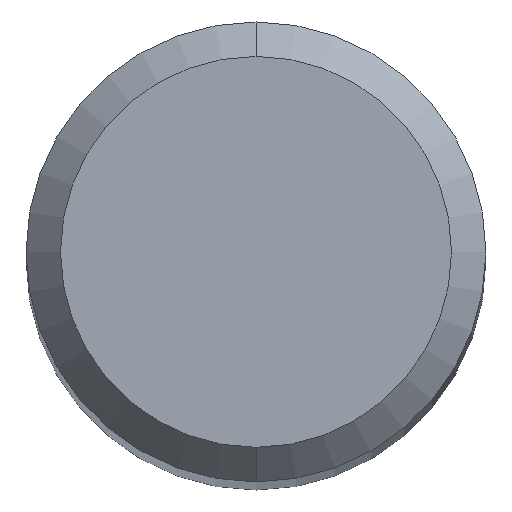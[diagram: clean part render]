
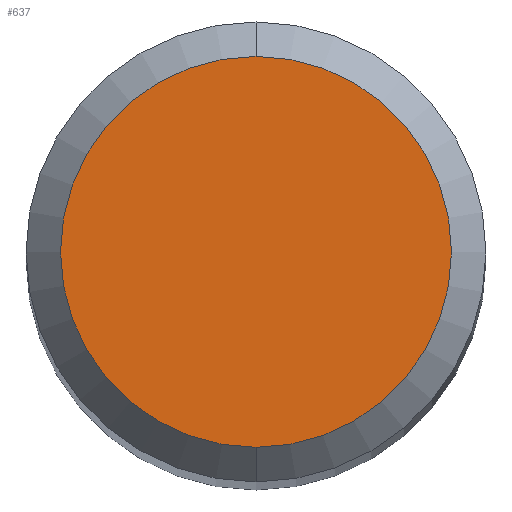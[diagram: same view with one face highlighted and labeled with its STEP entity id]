
A CAD part, top view. The second image highlights one B-rep face of the part: STEP entity #637.
In plain terms, the highlighted planar face has unit normal (0, 0, 1).
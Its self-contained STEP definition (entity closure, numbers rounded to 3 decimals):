
#379=VERTEX_POINT('',#1059);
#531=EDGE_CURVE('',#379,#917,#1230,.T.);
#637=ADVANCED_FACE('',(#1343),#1344,.T.);
#917=VERTEX_POINT('',#1652);
#993=EDGE_CURVE('',#917,#379,#1732,.T.);
#1059=CARTESIAN_POINT('',(0.0,1.7,0.0));
#1230=CIRCLE('',#2734,1.7);
#1343=FACE_OUTER_BOUND('',#3089,.T.);
#1344=PLANE('',#3090);
#1652=CARTESIAN_POINT('',(0.,-1.7,0.0));
#1732=CIRCLE('',#4832,1.7);
#2734=AXIS2_PLACEMENT_3D('',#5161,#5162,#5163);
#3089=EDGE_LOOP('',(#5263,#5264));
#3090=AXIS2_PLACEMENT_3D('',#5265,#5266,#5267);
#4832=AXIS2_PLACEMENT_3D('',#5647,#5648,#5649);
#5161=CARTESIAN_POINT('',(0.0,0.0,0.0));
#5162=DIRECTION('',(0.0,0.0,-1.0));
#5163=DIRECTION('',(0.0,1.0,0.0));
#5263=ORIENTED_EDGE('',*,*,#531,.F.);
#5264=ORIENTED_EDGE('',*,*,#993,.F.);
#5265=CARTESIAN_POINT('',(0.0,0.85,0.0));
#5266=DIRECTION('',(-0.0,0.0,1.0));
#5267=DIRECTION('',(0.0,-1.0,0.0));
#5647=CARTESIAN_POINT('',(0.0,0.0,0.0));
#5648=DIRECTION('',(0.0,0.0,-1.0));
#5649=DIRECTION('',(0.0,1.0,0.0));
